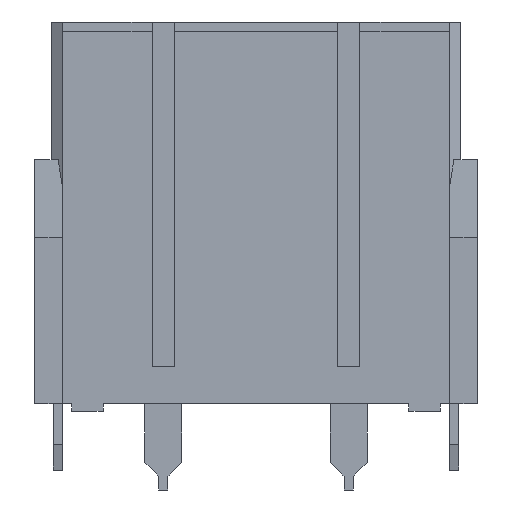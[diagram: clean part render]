
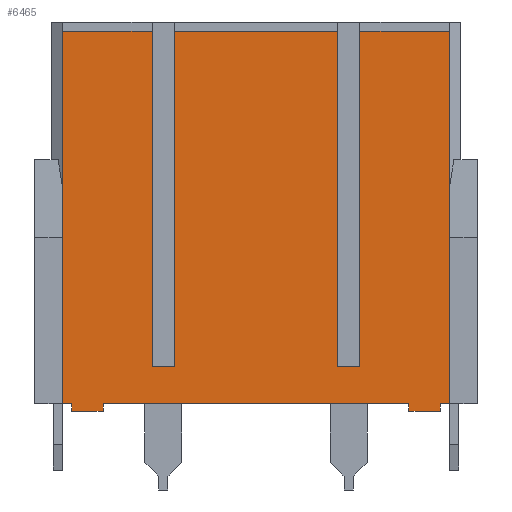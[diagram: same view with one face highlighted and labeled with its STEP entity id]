
A CAD part, front view. The second image highlights one B-rep face of the part: STEP entity #6465.
In plain terms, the highlighted planar face has unit normal (0, -1, 0).
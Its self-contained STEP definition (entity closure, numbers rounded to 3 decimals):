
#77=DIRECTION('',(1.,0.,0.));
#78=VECTOR('',#77,0.5);
#79=CARTESIAN_POINT('',(-10.45,-3.8,-10.3));
#80=LINE('',#79,#78);
#93=DIRECTION('',(1.,0.,0.));
#94=VECTOR('',#93,16.5);
#95=CARTESIAN_POINT('',(-8.25,-3.8,-10.3));
#96=LINE('',#95,#94);
#109=DIRECTION('',(1.,0.,0.));
#110=VECTOR('',#109,0.5);
#111=CARTESIAN_POINT('',(9.95,-3.8,-10.3));
#112=LINE('',#111,#110);
#553=DIRECTION('',(0.,0.,1.));
#554=VECTOR('',#553,20.1);
#555=CARTESIAN_POINT('',(-10.45,-3.8,-10.3));
#556=LINE('',#555,#554);
#905=DIRECTION('',(0.,0.,1.));
#906=VECTOR('',#905,20.1);
#907=CARTESIAN_POINT('',(10.45,-3.8,-10.3));
#908=LINE('',#907,#906);
#1983=DIRECTION('',(0.,0.,-1.));
#1984=VECTOR('',#1983,0.4);
#1985=CARTESIAN_POINT('',(-9.95,-3.8,-10.3));
#1986=LINE('',#1985,#1984);
#2027=DIRECTION('',(-1.,0.,0.));
#2028=VECTOR('',#2027,1.7);
#2029=CARTESIAN_POINT('',(9.95,-3.8,-10.7));
#2030=LINE('',#2029,#2028);
#2043=DIRECTION('',(-1.,0.,0.));
#2044=VECTOR('',#2043,1.7);
#2045=CARTESIAN_POINT('',(-8.25,-3.8,-10.7));
#2046=LINE('',#2045,#2044);
#2071=DIRECTION('',(0.,0.,-1.));
#2072=VECTOR('',#2071,0.4);
#2073=CARTESIAN_POINT('',(8.25,-3.8,-10.3));
#2074=LINE('',#2073,#2072);
#2075=DIRECTION('',(0.,0.,-1.));
#2076=VECTOR('',#2075,0.4);
#2077=CARTESIAN_POINT('',(9.95,-3.8,-10.3));
#2078=LINE('',#2077,#2076);
#2079=DIRECTION('',(0.,0.,-1.));
#2080=VECTOR('',#2079,0.4);
#2081=CARTESIAN_POINT('',(-8.25,-3.8,-10.3));
#2082=LINE('',#2081,#2080);
#2083=DIRECTION('',(0.,0.,-1.));
#2084=VECTOR('',#2083,18.1);
#2085=CARTESIAN_POINT('',(-5.6,-3.8,9.8));
#2086=LINE('',#2085,#2084);
#2087=DIRECTION('',(1.,0.,0.));
#2088=VECTOR('',#2087,1.2);
#2089=CARTESIAN_POINT('',(-5.6,-3.8,-8.3));
#2090=LINE('',#2089,#2088);
#2091=DIRECTION('',(0.,0.,-1.));
#2092=VECTOR('',#2091,18.1);
#2093=CARTESIAN_POINT('',(-4.4,-3.8,9.8));
#2094=LINE('',#2093,#2092);
#2095=DIRECTION('',(0.,0.,-1.));
#2096=VECTOR('',#2095,18.1);
#2097=CARTESIAN_POINT('',(4.4,-3.8,9.8));
#2098=LINE('',#2097,#2096);
#2099=DIRECTION('',(1.,0.,0.));
#2100=VECTOR('',#2099,1.2);
#2101=CARTESIAN_POINT('',(4.4,-3.8,-8.3));
#2102=LINE('',#2101,#2100);
#2103=DIRECTION('',(0.,0.,-1.));
#2104=VECTOR('',#2103,18.1);
#2105=CARTESIAN_POINT('',(5.6,-3.8,9.8));
#2106=LINE('',#2105,#2104);
#2123=DIRECTION('',(-1.,0.,0.));
#2124=VECTOR('',#2123,8.8);
#2125=CARTESIAN_POINT('',(4.4,-3.8,9.8));
#2126=LINE('',#2125,#2124);
#2135=DIRECTION('',(-1.,0.,0.));
#2136=VECTOR('',#2135,4.85);
#2137=CARTESIAN_POINT('',(10.45,-3.8,9.8));
#2138=LINE('',#2137,#2136);
#2143=DIRECTION('',(-1.,0.,0.));
#2144=VECTOR('',#2143,4.85);
#2145=CARTESIAN_POINT('',(-5.6,-3.8,9.8));
#2146=LINE('',#2145,#2144);
#2969=CARTESIAN_POINT('',(-10.45,-3.8,-10.3));
#2970=CARTESIAN_POINT('',(-10.45,-3.8,9.8));
#2971=VERTEX_POINT('',#2969);
#2972=VERTEX_POINT('',#2970);
#2977=CARTESIAN_POINT('',(10.45,-3.8,-10.3));
#2978=CARTESIAN_POINT('',(10.45,-3.8,9.8));
#2979=VERTEX_POINT('',#2977);
#2980=VERTEX_POINT('',#2978);
#3001=CARTESIAN_POINT('',(4.4,-3.8,9.8));
#3003=VERTEX_POINT('',#3001);
#3005=CARTESIAN_POINT('',(5.6,-3.8,9.8));
#3007=VERTEX_POINT('',#3005);
#3009=CARTESIAN_POINT('',(-5.6,-3.8,9.8));
#3011=VERTEX_POINT('',#3009);
#3013=CARTESIAN_POINT('',(-4.4,-3.8,9.8));
#3015=VERTEX_POINT('',#3013);
#3025=CARTESIAN_POINT('',(4.4,-3.8,-8.3));
#3026=VERTEX_POINT('',#3025);
#3027=CARTESIAN_POINT('',(5.6,-3.8,-8.3));
#3028=VERTEX_POINT('',#3027);
#3029=CARTESIAN_POINT('',(-5.6,-3.8,-8.3));
#3030=VERTEX_POINT('',#3029);
#3031=CARTESIAN_POINT('',(-4.4,-3.8,-8.3));
#3032=VERTEX_POINT('',#3031);
#3069=CARTESIAN_POINT('',(-8.25,-3.8,-10.7));
#3070=CARTESIAN_POINT('',(-9.95,-3.8,-10.7));
#3071=VERTEX_POINT('',#3069);
#3072=VERTEX_POINT('',#3070);
#3081=CARTESIAN_POINT('',(9.95,-3.8,-10.7));
#3082=CARTESIAN_POINT('',(8.25,-3.8,-10.7));
#3083=VERTEX_POINT('',#3081);
#3084=VERTEX_POINT('',#3082);
#3097=CARTESIAN_POINT('',(-8.25,-3.8,-10.3));
#3098=VERTEX_POINT('',#3097);
#3099=CARTESIAN_POINT('',(-9.95,-3.8,-10.3));
#3100=VERTEX_POINT('',#3099);
#3101=CARTESIAN_POINT('',(9.95,-3.8,-10.3));
#3102=VERTEX_POINT('',#3101);
#3103=CARTESIAN_POINT('',(8.25,-3.8,-10.3));
#3104=VERTEX_POINT('',#3103);
#6428=CARTESIAN_POINT('',(10.45,-3.8,-10.3));
#6429=DIRECTION('',(0.,1.,0.));
#6430=DIRECTION('',(0.,0.,1.));
#6431=AXIS2_PLACEMENT_3D('',#6428,#6429,#6430);
#6432=PLANE('',#6431);
#6433=ORIENTED_EDGE('',*,*,#3700,.F.);
#6434=ORIENTED_EDGE('',*,*,#6371,.T.);
#6435=ORIENTED_EDGE('',*,*,#6329,.T.);
#6436=ORIENTED_EDGE('',*,*,#6422,.F.);
#6437=ORIENTED_EDGE('',*,*,#3692,.F.);
#6439=ORIENTED_EDGE('',*,*,#6438,.T.);
#6440=ORIENTED_EDGE('',*,*,#6344,.T.);
#6441=ORIENTED_EDGE('',*,*,#6257,.F.);
#6442=ORIENTED_EDGE('',*,*,#3684,.F.);
#6443=ORIENTED_EDGE('',*,*,#4368,.T.);
#6445=ORIENTED_EDGE('',*,*,#6444,.F.);
#6447=ORIENTED_EDGE('',*,*,#6446,.T.);
#6449=ORIENTED_EDGE('',*,*,#6448,.T.);
#6451=ORIENTED_EDGE('',*,*,#6450,.F.);
#6453=ORIENTED_EDGE('',*,*,#6452,.F.);
#6455=ORIENTED_EDGE('',*,*,#6454,.T.);
#6457=ORIENTED_EDGE('',*,*,#6456,.T.);
#6459=ORIENTED_EDGE('',*,*,#6458,.F.);
#6461=ORIENTED_EDGE('',*,*,#6460,.F.);
#6462=ORIENTED_EDGE('',*,*,#4855,.F.);
#6463=EDGE_LOOP('',(#6433,#6434,#6435,#6436,#6437,#6439,#6440,#6441,#6442,#6443,
#6445,#6447,#6449,#6451,#6453,#6455,#6457,#6459,#6461,#6462));
#6464=FACE_OUTER_BOUND('',#6463,.F.);
#6465=ADVANCED_FACE('',(#6464),#6432,.F.);
#3684=EDGE_CURVE('',#2971,#3100,#80,.T.);
#3692=EDGE_CURVE('',#3098,#3104,#96,.T.);
#3700=EDGE_CURVE('',#3102,#2979,#112,.T.);
#4368=EDGE_CURVE('',#2971,#2972,#556,.T.);
#4855=EDGE_CURVE('',#2979,#2980,#908,.T.);
#6257=EDGE_CURVE('',#3100,#3072,#1986,.T.);
#6329=EDGE_CURVE('',#3083,#3084,#2030,.T.);
#6344=EDGE_CURVE('',#3071,#3072,#2046,.T.);
#6371=EDGE_CURVE('',#3102,#3083,#2078,.T.);
#6422=EDGE_CURVE('',#3104,#3084,#2074,.T.);
#6438=EDGE_CURVE('',#3098,#3071,#2082,.T.);
#6444=EDGE_CURVE('',#3011,#2972,#2146,.T.);
#6446=EDGE_CURVE('',#3011,#3030,#2086,.T.);
#6448=EDGE_CURVE('',#3030,#3032,#2090,.T.);
#6450=EDGE_CURVE('',#3015,#3032,#2094,.T.);
#6452=EDGE_CURVE('',#3003,#3015,#2126,.T.);
#6454=EDGE_CURVE('',#3003,#3026,#2098,.T.);
#6456=EDGE_CURVE('',#3026,#3028,#2102,.T.);
#6458=EDGE_CURVE('',#3007,#3028,#2106,.T.);
#6460=EDGE_CURVE('',#2980,#3007,#2138,.T.);
